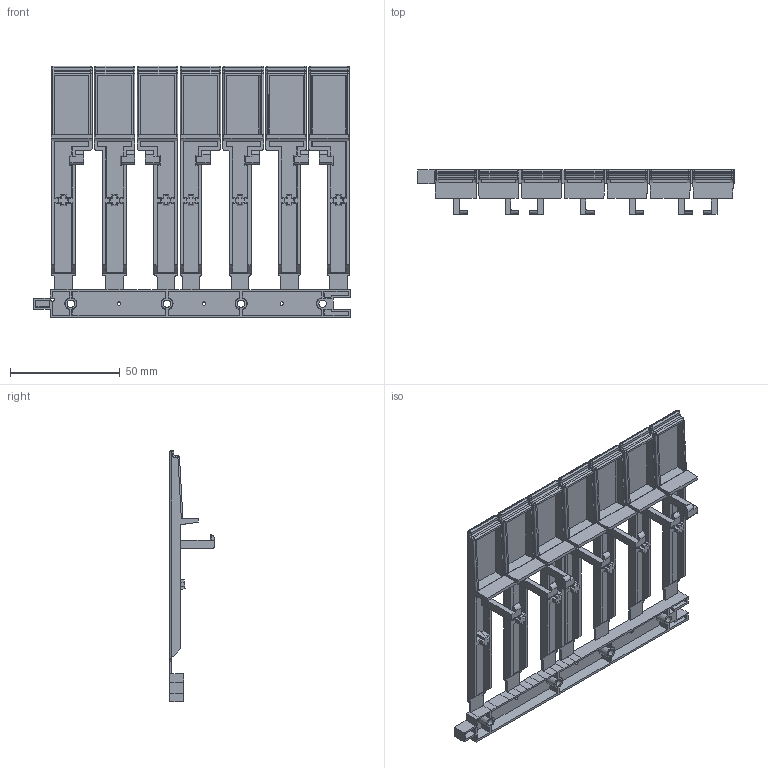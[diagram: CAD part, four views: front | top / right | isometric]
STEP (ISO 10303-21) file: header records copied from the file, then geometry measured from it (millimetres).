
FILE_DESCRIPTION(/* description */ (''),/* implementation_level */ '2;1');
FILE_NAME(/* name */ 'NanoEgg Keyboard 4 (wider) v21 -Chopped v6 - Bottom White Keys.step',/* time_stamp */ '2016-10-15T22:15:24-07:00',/* author */ (''),/* organization */ (''),/* preprocessor_version */ 'ST-DEVELOPER v16.5',/* originating_system */ 'Autodesk Translation Framework v5.2.0.2031',/* authorisation */ '');
FILE_SCHEMA (('AUTOMOTIVE_DESIGN { 1 0 10303 214 3 1 1 }'));
Length unit declared in the file: centimetre
Products named in the file (10): Keyboard 4 (wider) v21 -Chopped v6; BottomWhiteKeys; G; A; BottomMountingPlate; D; F; E; B; C
Assembly tree (9 placements, depth 3):
  Keyboard 4 (wider) v21 -Chopped v6
    BottomWhiteKeys
      G
      A
      BottomMountingPlate
      D
      F
      E
      B
      C
Bounding box: 144.15 x 20.32 x 114.3 mm (x, y, z)
Volume: 29788.4 mm3; surface area: 43704.5 mm2
Topology: 8 solids, 8 shells, 887 faces, 2272 edges, 1414 vertices
Faces by surface type: plane 577, cylinder 205, sphere 60, torus 37, cone 7, bspline 1
Full cylindrical faces by diameter (mm): 1.587 x3, 1.588 x1, 3.365 x4
Entity records: 26744 total; most frequent: CARTESIAN_POINT 4844, ORIENTED_EDGE 4526, DIRECTION 4514, EDGE_CURVE 2263, LINE 1746, VECTOR 1746, VERTEX_POINT 1413, AXIS2_PLACEMENT_3D 1384
